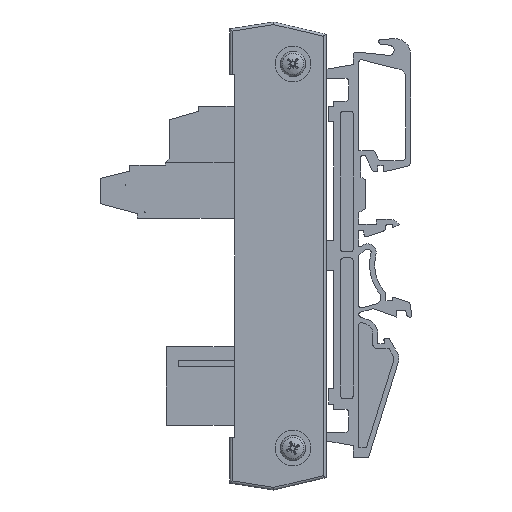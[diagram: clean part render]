
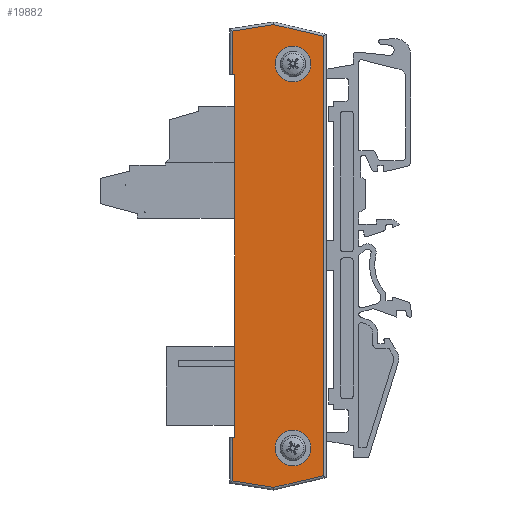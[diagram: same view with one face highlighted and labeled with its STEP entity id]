
A CAD part, left-side view. The second image highlights one B-rep face of the part: STEP entity #19882.
In plain terms, the highlighted face is planar.
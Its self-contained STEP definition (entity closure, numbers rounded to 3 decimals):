
#19421=CARTESIAN_POINT('',(-16.628,6.238,5.0));
#19422=VERTEX_POINT('',#19421);
#19429=CARTESIAN_POINT('',(54.672,6.238,5.0));
#19430=VERTEX_POINT('',#19429);
#19431=CARTESIAN_POINT('',(54.672,6.238,5.0));
#19432=DIRECTION('',(-1.0,0.0,0.0));
#19433=VECTOR('',#19432,71.3);
#19434=LINE('',#19431,#19433);
#19435=EDGE_CURVE('',#19430,#19422,#19434,.T.);
#19678=CARTESIAN_POINT('',(60.272,-5.162,5.0));
#19679=VERTEX_POINT('',#19678);
#19680=CARTESIAN_POINT('',(56.772,-5.162,5.0));
#19681=DIRECTION('',(0.0,0.0,-1.0));
#19682=DIRECTION('',(-1.0,0.0,0.0));
#19683=AXIS2_PLACEMENT_3D('',#19680,#19681,#19682);
#19684=CIRCLE('',#19683,3.5);
#19685=EDGE_CURVE('',#19679,#19679,#19684,.T.);
#19718=CARTESIAN_POINT('',(-15.228,-5.162,5.0));
#19719=VERTEX_POINT('',#19718);
#19720=CARTESIAN_POINT('',(-18.728,-5.162,5.0));
#19721=DIRECTION('',(0.0,0.0,-1.0));
#19722=DIRECTION('',(-1.0,0.0,0.0));
#19723=AXIS2_PLACEMENT_3D('',#19720,#19721,#19722);
#19724=CIRCLE('',#19723,3.5);
#19725=EDGE_CURVE('',#19719,#19719,#19724,.T.);
#19759=CARTESIAN_POINT('',(54.672,6.738,5.0));
#19760=VERTEX_POINT('',#19759);
#19761=CARTESIAN_POINT('',(54.672,6.738,5.0));
#19762=DIRECTION('',(0.0,-1.0,0.0));
#19763=VECTOR('',#19762,0.5);
#19764=LINE('',#19761,#19763);
#19765=EDGE_CURVE('',#19760,#19430,#19764,.T.);
#19790=CARTESIAN_POINT('',(-16.628,6.738,5.0));
#19791=VERTEX_POINT('',#19790);
#19799=CARTESIAN_POINT('',(-16.628,6.238,5.0));
#19800=DIRECTION('',(0.0,1.0,0.0));
#19801=VECTOR('',#19800,0.5);
#19802=LINE('',#19799,#19801);
#19803=EDGE_CURVE('',#19422,#19791,#19802,.T.);
#19812=CARTESIAN_POINT('',(19.022,-2.126,5.0));
#19813=DIRECTION('',(0.0,0.0,1.0));
#19814=DIRECTION('',(1.0,0.0,0.0));
#19815=AXIS2_PLACEMENT_3D('',#19812,#19813,#19814);
#19816=PLANE('',#19815);
#19817=ORIENTED_EDGE('',*,*,#19765,.T.);
#19818=ORIENTED_EDGE('',*,*,#19435,.T.);
#19819=ORIENTED_EDGE('',*,*,#19803,.T.);
#19820=CARTESIAN_POINT('',(-25.176,6.738,5.0));
#19821=VERTEX_POINT('',#19820);
#19822=CARTESIAN_POINT('',(-25.176,6.738,5.0));
#19823=DIRECTION('',(1.0,0.0,0.0));
#19824=VECTOR('',#19823,8.548);
#19825=LINE('',#19822,#19824);
#19826=EDGE_CURVE('',#19821,#19791,#19825,.T.);
#19827=ORIENTED_EDGE('',*,*,#19826,.F.);
#19828=CARTESIAN_POINT('',(-26.459,-1.405,5.0));
#19829=VERTEX_POINT('',#19828);
#19830=CARTESIAN_POINT('',(-26.459,-1.405,5.0));
#19831=DIRECTION('',(0.156,0.988,0.0));
#19832=VECTOR('',#19831,8.244);
#19833=LINE('',#19830,#19832);
#19834=EDGE_CURVE('',#19829,#19821,#19833,.T.);
#19835=ORIENTED_EDGE('',*,*,#19834,.F.);
#19836=CARTESIAN_POINT('',(-24.157,-11.162,5.0));
#19837=VERTEX_POINT('',#19836);
#19838=CARTESIAN_POINT('',(-24.157,-11.162,5.0));
#19839=DIRECTION('',(-0.23,0.973,0.0));
#19840=VECTOR('',#19839,10.024);
#19841=LINE('',#19838,#19840);
#19842=EDGE_CURVE('',#19837,#19829,#19841,.T.);
#19843=ORIENTED_EDGE('',*,*,#19842,.F.);
#19844=CARTESIAN_POINT('',(62.201,-11.162,5.0));
#19845=VERTEX_POINT('',#19844);
#19846=CARTESIAN_POINT('',(62.201,-11.162,5.0));
#19847=DIRECTION('',(-1.0,0.0,0.0));
#19848=VECTOR('',#19847,86.358);
#19849=LINE('',#19846,#19848);
#19850=EDGE_CURVE('',#19845,#19837,#19849,.T.);
#19851=ORIENTED_EDGE('',*,*,#19850,.F.);
#19852=CARTESIAN_POINT('',(64.503,-1.405,5.0));
#19853=VERTEX_POINT('',#19852);
#19854=CARTESIAN_POINT('',(64.503,-1.405,5.0));
#19855=DIRECTION('',(-0.23,-0.973,0.0));
#19856=VECTOR('',#19855,10.024);
#19857=LINE('',#19854,#19856);
#19858=EDGE_CURVE('',#19853,#19845,#19857,.T.);
#19859=ORIENTED_EDGE('',*,*,#19858,.F.);
#19860=CARTESIAN_POINT('',(63.22,6.738,5.0));
#19861=VERTEX_POINT('',#19860);
#19862=CARTESIAN_POINT('',(63.22,6.738,5.0));
#19863=DIRECTION('',(0.156,-0.988,0.0));
#19864=VECTOR('',#19863,8.244);
#19865=LINE('',#19862,#19864);
#19866=EDGE_CURVE('',#19861,#19853,#19865,.T.);
#19867=ORIENTED_EDGE('',*,*,#19866,.F.);
#19868=CARTESIAN_POINT('',(54.672,6.738,5.0));
#19869=DIRECTION('',(1.0,0.0,0.0));
#19870=VECTOR('',#19869,8.548);
#19871=LINE('',#19868,#19870);
#19872=EDGE_CURVE('',#19760,#19861,#19871,.T.);
#19873=ORIENTED_EDGE('',*,*,#19872,.F.);
#19874=EDGE_LOOP('',(#19817,#19818,#19819,#19827,#19835,#19843,#19851,#19859,#19867,#19873));
#19875=FACE_OUTER_BOUND('',#19874,.T.);
#19876=ORIENTED_EDGE('',*,*,#19685,.T.);
#19877=EDGE_LOOP('',(#19876));
#19878=FACE_BOUND('',#19877,.T.);
#19879=ORIENTED_EDGE('',*,*,#19725,.T.);
#19880=EDGE_LOOP('',(#19879));
#19881=FACE_BOUND('',#19880,.T.);
#19882=ADVANCED_FACE('',(#19875,#19878,#19881),#19816,.T.);
